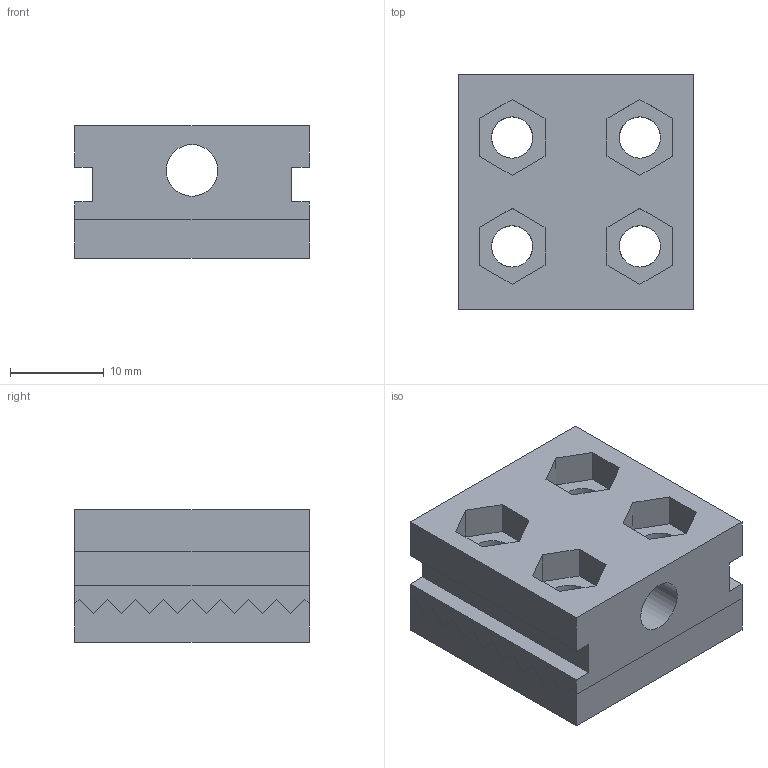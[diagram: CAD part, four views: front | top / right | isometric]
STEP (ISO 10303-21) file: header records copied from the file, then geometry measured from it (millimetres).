
FILE_DESCRIPTION(/* description */ ('','CAx-IF Rec.Pracs.---Representation and Presentation of Product Manufacturing Information (PMI)---4.0---2014-10-13'),/* implementation_level */ '2;1');
FILE_NAME(/* name */ '60AIMTensioner.step',/* time_stamp */ '2025-07-14T13:49:21+02:00',/* author */ (''),/* organization */ (''),/* preprocessor_version */ 'ST-DEVELOPER v20',/* originating_system */ 'Autodesk Translation Framework v13.20.0.188',/* authorisation */ '');
FILE_SCHEMA (('AP242_MANAGED_MODEL_BASED_3D_ENGINEERING_MIM_LF { 1 0 10303 442 1 1 4 }'));
Length unit declared in the file: millimetre
Products named in the file (1): 60AIMTensioner
Bounding box: 25 x 25 x 14.1 mm (x, y, z)
Volume: 6175.8 mm3; surface area: 5754.6 mm2
Topology: 2 solids, 2 shells, 122 faces, 351 edges, 234 vertices
Faces by surface type: plane 109, cylinder 13
Full cylindrical faces by diameter (mm): 4.4 x8, 5.5 x1, 7.8 x4
Entity records: 4057 total; most frequent: CARTESIAN_POINT 708, ORIENTED_EDGE 702, DIRECTION 671, EDGE_CURVE 351, LINE 277, VECTOR 277, VERTEX_POINT 234, AXIS2_PLACEMENT_3D 197
